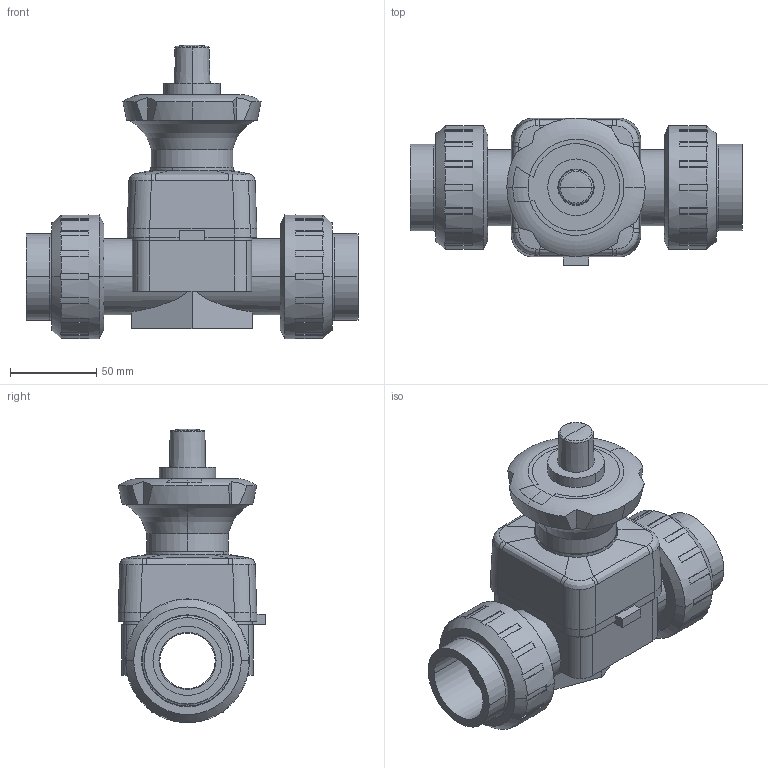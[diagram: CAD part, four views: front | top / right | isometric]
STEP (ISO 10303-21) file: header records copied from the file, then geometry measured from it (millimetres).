
FILE_DESCRIPTION(('STEP AP214'),'1');
FILE_NAME('dkuiv040e.stp','2017-04-07T15:19:50',('TraceParts'),('TraceParts S.A.'),'Spatial InterOp 3D',' ',' ');
FILE_SCHEMA(('automotive_design'));
Length unit declared in the file: millimetre
Products named in the file (7): dkuiv040e_1; dkuiv040e_2; dkuiv040e_3; dkuiv040e_4; dkuiv040e_5; dkuiv040e_6; dkuiv040e_7
Bounding box: 192 x 85.4 x 169.59 mm (x, y, z)
Volume: 723803.1 mm3; surface area: 146073.6 mm2
Topology: 7 solids, 8 shells, 367 faces, 967 edges, 629 vertices
Faces by surface type: plane 184, cylinder 129, bspline 26, cone 16, torus 12
Entity records: 15948 total; most frequent: CARTESIAN_POINT 3776, DIRECTION 1950, ORIENTED_EDGE 1930, EDGE_CURVE 965, AXIS2_PLACEMENT_3D 763, VERTEX_POINT 629, LINE 424, VECTOR 424
